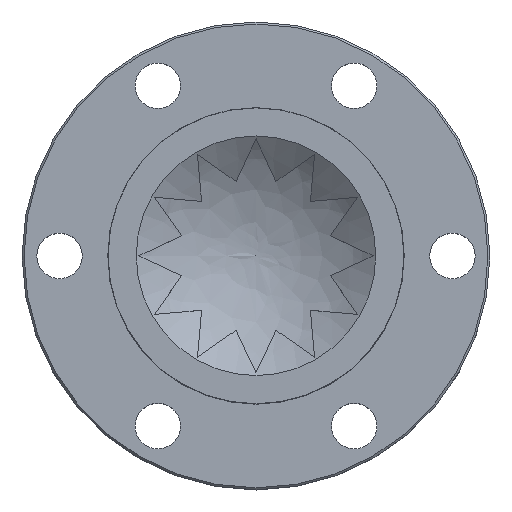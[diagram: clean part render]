
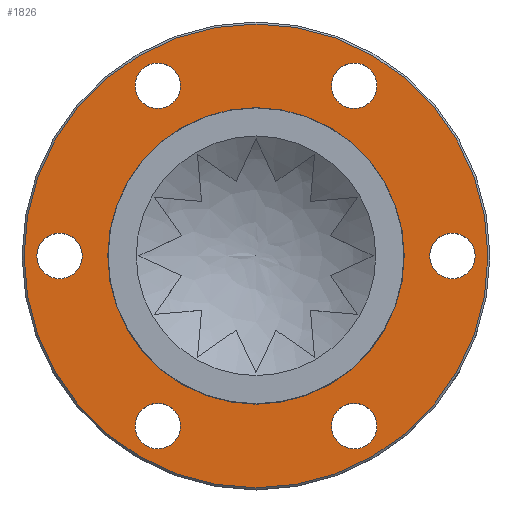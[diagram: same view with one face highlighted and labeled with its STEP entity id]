
A CAD part, top view. The second image highlights one B-rep face of the part: STEP entity #1826.
In plain terms, the highlighted face is planar.
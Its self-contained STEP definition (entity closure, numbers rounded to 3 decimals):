
#1709=CARTESIAN_POINT('',(34.65,0.,0.0));
#1710=VERTEX_POINT('',#1709);
#1711=CARTESIAN_POINT('',(0.0,0.0,0.0));
#1712=DIRECTION('',(0.0,0.0,1.0));
#1713=DIRECTION('',(-1.0,0.0,0.0));
#1714=AXIS2_PLACEMENT_3D('',#1711,#1712,#1713);
#1715=CIRCLE('',#1714,34.65);
#1716=EDGE_CURVE('',#1710,#1710,#1715,.T.);
#1741=CARTESIAN_POINT('',(0.0,0.0,0.0));
#1742=DIRECTION('',(0.0,0.0,-1.0));
#1743=DIRECTION('',(-1.0,0.0,0.0));
#1744=AXIS2_PLACEMENT_3D('',#1741,#1742,#1743);
#1745=PLANE('',#1744);
#1746=ORIENTED_EDGE('',*,*,#1716,.F.);
#1747=EDGE_LOOP('',(#1746));
#1748=FACE_OUTER_BOUND('',#1747,.T.);
#1749=CARTESIAN_POINT('',(25.95,0.,0.0));
#1750=VERTEX_POINT('',#1749);
#1751=CARTESIAN_POINT('',(29.35,0.0,0.0));
#1752=DIRECTION('',(0.0,0.0,1.0));
#1753=DIRECTION('',(1.0,0.0,0.0));
#1754=AXIS2_PLACEMENT_3D('',#1751,#1752,#1753);
#1755=CIRCLE('',#1754,3.4);
#1756=EDGE_CURVE('',#1750,#1750,#1755,.T.);
#1757=ORIENTED_EDGE('',*,*,#1756,.T.);
#1758=EDGE_LOOP('',(#1757));
#1759=FACE_BOUND('',#1758,.T.);
#1760=CARTESIAN_POINT('',(12.975,22.473,0.0));
#1761=VERTEX_POINT('',#1760);
#1762=CARTESIAN_POINT('',(14.675,25.418,0.0));
#1763=DIRECTION('',(0.0,0.0,1.0));
#1764=DIRECTION('',(0.5,0.866,0.0));
#1765=AXIS2_PLACEMENT_3D('',#1762,#1763,#1764);
#1766=CIRCLE('',#1765,3.4);
#1767=EDGE_CURVE('',#1761,#1761,#1766,.T.);
#1768=ORIENTED_EDGE('',*,*,#1767,.T.);
#1769=EDGE_LOOP('',(#1768));
#1770=FACE_BOUND('',#1769,.T.);
#1771=CARTESIAN_POINT('',(-12.975,22.473,0.0));
#1772=VERTEX_POINT('',#1771);
#1773=CARTESIAN_POINT('',(-14.675,25.418,0.0));
#1774=DIRECTION('',(0.0,0.0,1.0));
#1775=DIRECTION('',(-0.5,0.866,0.0));
#1776=AXIS2_PLACEMENT_3D('',#1773,#1774,#1775);
#1777=CIRCLE('',#1776,3.4);
#1778=EDGE_CURVE('',#1772,#1772,#1777,.T.);
#1779=ORIENTED_EDGE('',*,*,#1778,.T.);
#1780=EDGE_LOOP('',(#1779));
#1781=FACE_BOUND('',#1780,.T.);
#1782=CARTESIAN_POINT('',(-25.95,0.,0.0));
#1783=VERTEX_POINT('',#1782);
#1784=CARTESIAN_POINT('',(-29.35,0.,0.0));
#1785=DIRECTION('',(0.0,0.0,1.0));
#1786=DIRECTION('',(-1.0,0.0,0.0));
#1787=AXIS2_PLACEMENT_3D('',#1784,#1785,#1786);
#1788=CIRCLE('',#1787,3.4);
#1789=EDGE_CURVE('',#1783,#1783,#1788,.T.);
#1790=ORIENTED_EDGE('',*,*,#1789,.T.);
#1791=EDGE_LOOP('',(#1790));
#1792=FACE_BOUND('',#1791,.T.);
#1793=CARTESIAN_POINT('',(-12.975,-22.473,0.0));
#1794=VERTEX_POINT('',#1793);
#1795=CARTESIAN_POINT('',(-14.675,-25.418,0.0));
#1796=DIRECTION('',(0.0,0.0,1.0));
#1797=DIRECTION('',(-0.5,-0.866,0.0));
#1798=AXIS2_PLACEMENT_3D('',#1795,#1796,#1797);
#1799=CIRCLE('',#1798,3.4);
#1800=EDGE_CURVE('',#1794,#1794,#1799,.T.);
#1801=ORIENTED_EDGE('',*,*,#1800,.T.);
#1802=EDGE_LOOP('',(#1801));
#1803=FACE_BOUND('',#1802,.T.);
#1804=CARTESIAN_POINT('',(12.975,-22.473,0.0));
#1805=VERTEX_POINT('',#1804);
#1806=CARTESIAN_POINT('',(14.675,-25.418,0.0));
#1807=DIRECTION('',(0.0,0.0,1.0));
#1808=DIRECTION('',(0.5,-0.866,0.0));
#1809=AXIS2_PLACEMENT_3D('',#1806,#1807,#1808);
#1810=CIRCLE('',#1809,3.4);
#1811=EDGE_CURVE('',#1805,#1805,#1810,.T.);
#1812=ORIENTED_EDGE('',*,*,#1811,.T.);
#1813=EDGE_LOOP('',(#1812));
#1814=FACE_BOUND('',#1813,.T.);
#1815=CARTESIAN_POINT('',(-22.15,0.0,0.0));
#1816=VERTEX_POINT('',#1815);
#1817=CARTESIAN_POINT('',(0.0,0.0,0.0));
#1818=DIRECTION('',(0.0,0.0,1.0));
#1819=DIRECTION('',(-1.0,0.0,0.0));
#1820=AXIS2_PLACEMENT_3D('',#1817,#1818,#1819);
#1821=CIRCLE('',#1820,22.15);
#1822=EDGE_CURVE('',#1816,#1816,#1821,.T.);
#1823=ORIENTED_EDGE('',*,*,#1822,.T.);
#1824=EDGE_LOOP('',(#1823));
#1825=FACE_BOUND('',#1824,.T.);
#1826=ADVANCED_FACE('',(#1748,#1759,#1770,#1781,#1792,#1803,#1814,#1825),#1745,.T.);
